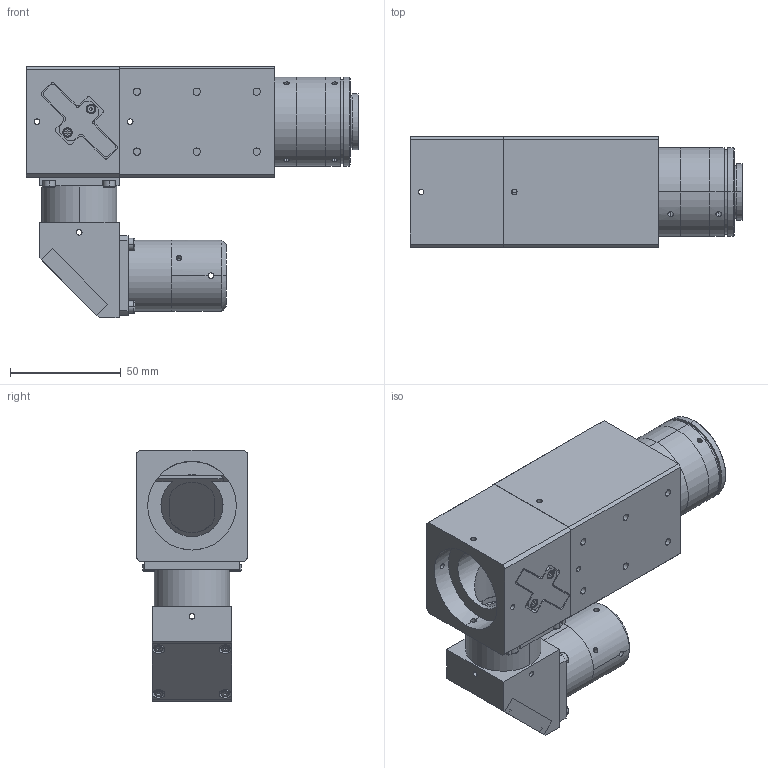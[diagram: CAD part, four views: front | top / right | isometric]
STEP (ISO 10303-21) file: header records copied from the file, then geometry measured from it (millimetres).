
FILE_DESCRIPTION (( 'STEP AP203' ), '1' );
FILE_NAME ('XF-VM3-05X-CL-V6.1.STEP', '2019-10-10T09:40:31', ( 'zhanghp' ), ( '' ), 'SwSTEP 2.0', 'SolidWorks 2014', '' );
FILE_SCHEMA (( 'CONFIG_CONTROL_DESIGN' ));
Length unit declared in the file: millimetre
Products named in the file (1): XF-VM3-05X-CL-V6.1
Bounding box: 149.69 x 50 x 113.41 mm (x, y, z)
Surface area: 62834.6 mm2 (no closed solid volume)
Topology: 0 solids, 38 shells, 518 faces, 1629 edges, 1097 vertices
Faces by surface type: plane 261, cylinder 191, cone 34, torus 32
Entity records: 19367 total; most frequent: CARTESIAN_POINT 4867, DIRECTION 3096, ORIENTED_EDGE 2669, EDGE_CURVE 1601, VERTEX_POINT 1097, AXIS2_PLACEMENT_3D 1076, VECTOR 944, LINE 944
